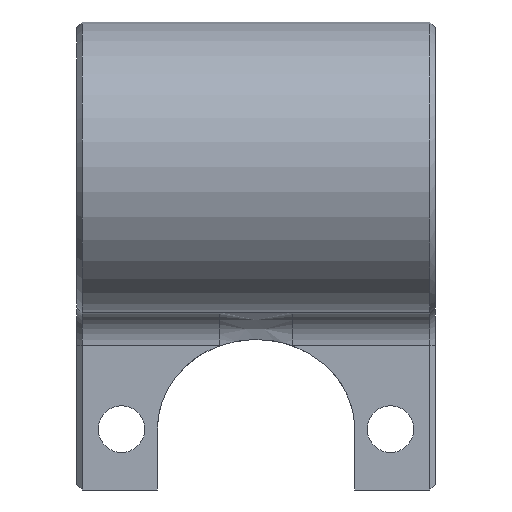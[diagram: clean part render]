
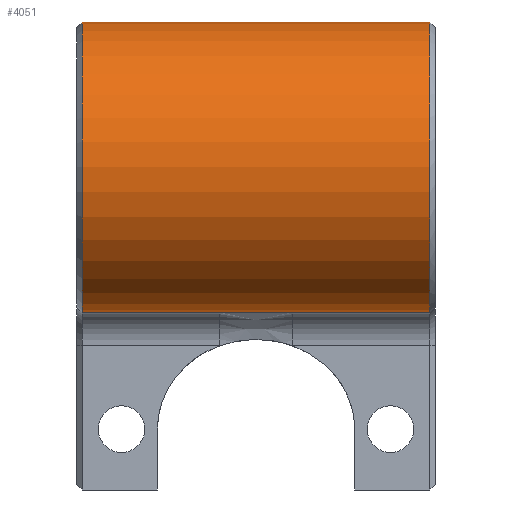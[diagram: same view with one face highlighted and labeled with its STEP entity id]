
A CAD part, front view. The second image highlights one B-rep face of the part: STEP entity #4051.
In plain terms, the highlighted cylindrical face has radius 10.29 mm (diameter 20.58 mm), a partial arc.
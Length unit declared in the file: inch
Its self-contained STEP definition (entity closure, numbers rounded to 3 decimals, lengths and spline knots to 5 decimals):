
#59 = AXIS2_PLACEMENT_3D ( 'NONE', #2305, #4716, #8970 ) ;
#385 = CARTESIAN_POINT ( 'NONE',  ( -0.76358, 2.39258, -0.58001 ) ) ;
#390 = CIRCLE ( 'NONE', #59, 0.40512 ) ;
#476 = EDGE_CURVE ( 'NONE', #7899, #4386, #390, .T. ) ;
#1065 = CARTESIAN_POINT ( 'NONE',  ( -2.0411, 2.39258, -0.58001 ) ) ;
#1093 = CARTESIAN_POINT ( 'NONE',  ( -0.77858, 2.39258, -1.39025 ) ) ;
#1443 = AXIS2_PLACEMENT_3D ( 'NONE', #7662, #6052, #9474 ) ;
#1657 = EDGE_CURVE ( 'NONE', #10086, #8842, #6948, .T. ) ;
#1927 = ORIENTED_EDGE ( 'NONE', *, *, #2150, .F. ) ;
#2150 = EDGE_CURVE ( 'NONE', #7899, #8842, #3646, .T. ) ;
#2252 = DIRECTION ( 'NONE',  ( 0., 0., -1. ) ) ;
#2305 = CARTESIAN_POINT ( 'NONE',  ( -0.76358, 2.39258, -0.98513 ) ) ;
#3558 = DIRECTION ( 'NONE',  ( 1., 0., 0. ) ) ;
#3615 = LINE ( 'NONE', #1093, #9527 ) ;
#3646 = LINE ( 'NONE', #1065, #4560 ) ;
#3917 = ORIENTED_EDGE ( 'NONE', *, *, #476, .T. ) ;
#4051 = ADVANCED_FACE ( 'NONE', ( #4283 ), #10250, .T. ) ;
#4283 = FACE_OUTER_BOUND ( 'NONE', #8898, .T. ) ;
#4386 = VERTEX_POINT ( 'NONE', #8472 ) ;
#4388 = EDGE_CURVE ( 'NONE', #4386, #10086, #3615, .T. ) ;
#4560 = VECTOR ( 'NONE', #7018, 39.37008 ) ;
#4716 = DIRECTION ( 'NONE',  ( 1., 0., 0. ) ) ;
#5038 = CARTESIAN_POINT ( 'NONE',  ( 0.20642, 2.39258, -0.58001 ) ) ;
#6052 = DIRECTION ( 'NONE',  ( 1., 0., 0. ) ) ;
#6770 = CARTESIAN_POINT ( 'NONE',  ( 0.20642, 2.39258, -1.39025 ) ) ;
#6948 = CIRCLE ( 'NONE', #8355, 0.40512 ) ;
#7018 = DIRECTION ( 'NONE',  ( 1., 0., 0. ) ) ;
#7662 = CARTESIAN_POINT ( 'NONE',  ( -0.77858, 2.39258, -0.98513 ) ) ;
#7899 = VERTEX_POINT ( 'NONE', #385 ) ;
#8355 = AXIS2_PLACEMENT_3D ( 'NONE', #9793, #10682, #2252 ) ;
#8472 = CARTESIAN_POINT ( 'NONE',  ( -0.76358, 2.39258, -1.39025 ) ) ;
#8842 = VERTEX_POINT ( 'NONE', #5038 ) ;
#8898 = EDGE_LOOP ( 'NONE', ( #3917, #10084, #9888, #1927 ) ) ;
#8970 = DIRECTION ( 'NONE',  ( 0., 0., -1. ) ) ;
#9474 = DIRECTION ( 'NONE',  ( 0., 0., -1. ) ) ;
#9527 = VECTOR ( 'NONE', #3558, 39.37008 ) ;
#9793 = CARTESIAN_POINT ( 'NONE',  ( 0.20642, 2.39258, -0.98513 ) ) ;
#9888 = ORIENTED_EDGE ( 'NONE', *, *, #1657, .T. ) ;
#10084 = ORIENTED_EDGE ( 'NONE', *, *, #4388, .T. ) ;
#10086 = VERTEX_POINT ( 'NONE', #6770 ) ;
#10250 = CYLINDRICAL_SURFACE ( 'NONE', #1443, 0.40512 ) ;
#10682 = DIRECTION ( 'NONE',  ( -1., 0., 0. ) ) ;
